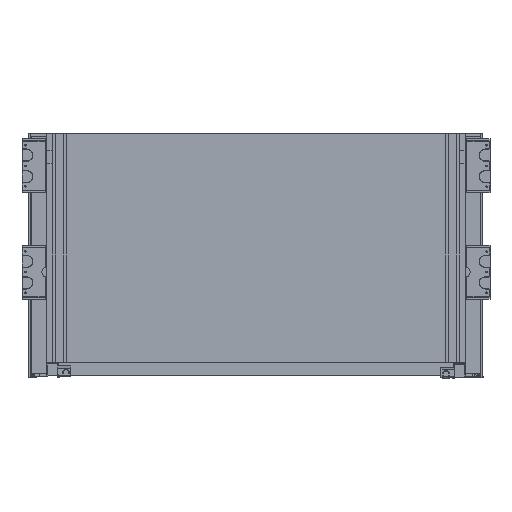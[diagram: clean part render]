
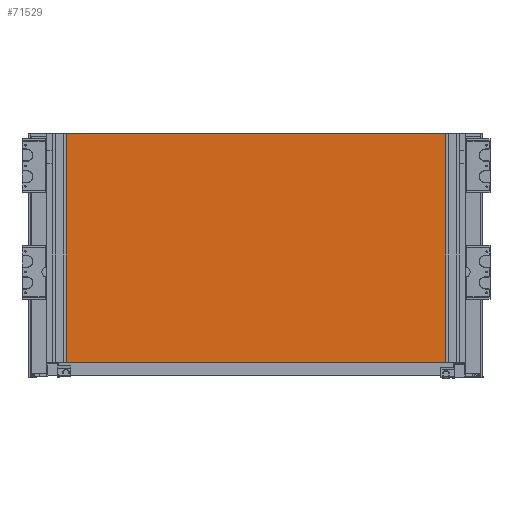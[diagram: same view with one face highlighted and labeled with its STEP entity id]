
A CAD part, front view. The second image highlights one B-rep face of the part: STEP entity #71529.
In plain terms, the highlighted planar face has unit normal (0, -1, 0).
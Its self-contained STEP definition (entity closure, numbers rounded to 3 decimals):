
#4314=FACE_OUTER_BOUND('',#8083,.T.);
#8083=EDGE_LOOP('',(#44584,#44585,#44586,#44587));
#12095=LINE('',#98986,#19791);
#12099=LINE('',#98994,#19795);
#12102=LINE('',#99000,#19798);
#12105=LINE('',#99005,#19801);
#19791=VECTOR('',#80701,1000.);
#19795=VECTOR('',#80707,1000.);
#19798=VECTOR('',#80712,1000.);
#19801=VECTOR('',#80717,1000.);
#27487=VERTEX_POINT('',#98984);
#27488=VERTEX_POINT('',#98985);
#27491=VERTEX_POINT('',#98993);
#27493=VERTEX_POINT('',#98999);
#34204=EDGE_CURVE('',#27487,#27488,#12095,.T.);
#34208=EDGE_CURVE('',#27488,#27491,#12099,.T.);
#34211=EDGE_CURVE('',#27491,#27493,#12102,.T.);
#34214=EDGE_CURVE('',#27493,#27487,#12105,.T.);
#44584=ORIENTED_EDGE('',*,*,#34204,.F.);
#44585=ORIENTED_EDGE('',*,*,#34214,.F.);
#44586=ORIENTED_EDGE('',*,*,#34211,.F.);
#44587=ORIENTED_EDGE('',*,*,#34208,.F.);
#65289=PLANE('',#75407);
#71529=ADVANCED_FACE('',(#4314),#65289,.T.);
#75407=AXIS2_PLACEMENT_3D('',#99008,#80721,#80722);
#80701=DIRECTION('',(0.,0.,-1.));
#80707=DIRECTION('',(-1.,0.,0.));
#80712=DIRECTION('',(0.,0.,1.));
#80717=DIRECTION('',(1.,0.,0.));
#80721=DIRECTION('center_axis',(0.,-1.,0.));
#80722=DIRECTION('ref_axis',(0.,0.,-1.));
#98984=CARTESIAN_POINT('',(1240.977,1298.388,147.6));
#98985=CARTESIAN_POINT('',(1240.977,1298.388,-128.4));
#98986=CARTESIAN_POINT('',(1240.977,1298.388,147.6));
#98993=CARTESIAN_POINT('',(751.977,1298.388,-128.4));
#98994=CARTESIAN_POINT('',(751.977,1298.388,-128.4));
#98999=CARTESIAN_POINT('',(751.977,1298.388,147.6));
#99000=CARTESIAN_POINT('',(751.977,1298.388,147.6));
#99005=CARTESIAN_POINT('',(751.977,1298.388,147.6));
#99008=CARTESIAN_POINT('Origin',(996.477,1298.388,9.6));
